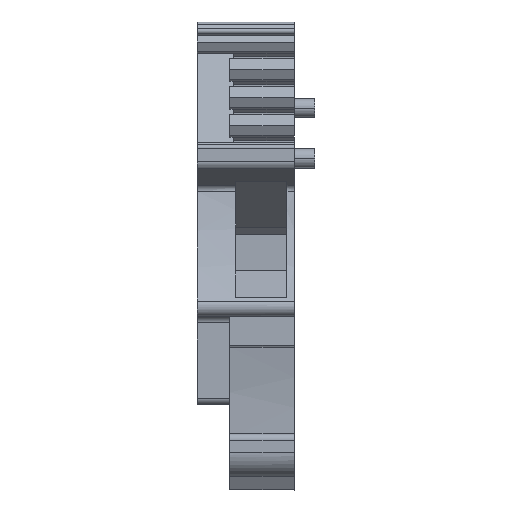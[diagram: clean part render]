
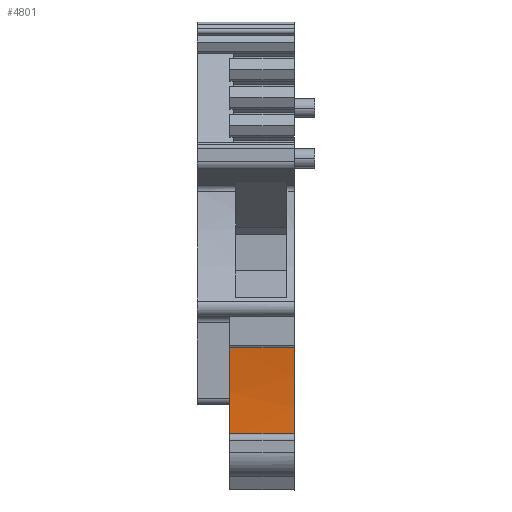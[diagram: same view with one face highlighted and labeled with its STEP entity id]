
A CAD part, front view. The second image highlights one B-rep face of the part: STEP entity #4801.
In plain terms, the highlighted cylindrical face has radius 40 mm (diameter 80 mm), a partial arc.
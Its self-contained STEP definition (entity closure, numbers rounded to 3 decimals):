
#696=AXIS2_PLACEMENT_3D('Circle Axis2P3D',#694,#695,$) ;
#4788=AXIS2_PLACEMENT_3D('Cylinder Axis2P3D',#4785,#4786,#4787) ;
#691=CARTESIAN_POINT('Vertex',(7.62,2.047,11.195)) ;
#694=CARTESIAN_POINT('Axis2P3D Location',(7.62,-37.395,4.534)) ;
#698=CARTESIAN_POINT('Vertex',(7.62,2.603,4.067)) ;
#2997=CARTESIAN_POINT('Vertex',(2.54,2.603,4.067)) ;
#3001=CARTESIAN_POINT('Control Point',(2.54,2.047,11.195)) ;
#3002=CARTESIAN_POINT('Control Point',(2.54,2.285,9.783)) ;
#3003=CARTESIAN_POINT('Control Point',(2.54,2.461,8.361)) ;
#3004=CARTESIAN_POINT('Control Point',(2.54,2.572,6.931)) ;
#3005=CARTESIAN_POINT('Control Point',(2.54,2.619,5.499)) ;
#3006=CARTESIAN_POINT('Control Point',(2.54,2.603,4.067)) ;
#3007=CARTESIAN_POINT('Vertex',(2.54,2.047,11.195)) ;
#4773=CARTESIAN_POINT('Line Origine',(2.54,2.603,4.067)) ;
#4785=CARTESIAN_POINT('Axis2P3D Location',(2.54,-37.395,4.534)) ;
#4790=CARTESIAN_POINT('Line Origine',(2.54,2.047,11.195)) ;
#695=DIRECTION('Axis2P3D Direction',(1.,-0.,0.)) ;
#4774=DIRECTION('Vector Direction',(-1.,0.,0.)) ;
#4786=DIRECTION('Axis2P3D Direction',(-1.,-0.,0.)) ;
#4787=DIRECTION('Axis2P3D XDirection',(0.,0.,1.)) ;
#4791=DIRECTION('Vector Direction',(-1.,0.,0.)) ;
#4775=VECTOR('Line Direction',#4774,1.) ;
#4792=VECTOR('Line Direction',#4791,1.) ;
#4796=ORIENTED_EDGE('',*,*,#700,.T.) ;
#4797=ORIENTED_EDGE('',*,*,#4794,.F.) ;
#4798=ORIENTED_EDGE('',*,*,#3009,.F.) ;
#4799=ORIENTED_EDGE('',*,*,#4777,.T.) ;
#4801=ADVANCED_FACE('V1',(#4800),#4789,.F.) ;
#3000=B_SPLINE_CURVE_WITH_KNOTS('',5,(#3001,#3002,#3003,#3004,#3005,#3006),.UNSPECIFIED.,.F.,.U.,(6,6),(0.,10.125),.UNSPECIFIED.) ;
#697=CIRCLE('generated circle',#696,40.) ;
#4789=CYLINDRICAL_SURFACE('generated cylinder',#4788,40.) ;
#700=EDGE_CURVE('',#699,#692,#697,.T.) ;
#3009=EDGE_CURVE('',#2998,#3008,#3000,.F.) ;
#4777=EDGE_CURVE('',#2998,#699,#4776,.F.) ;
#4794=EDGE_CURVE('',#3008,#692,#4793,.F.) ;
#4795=EDGE_LOOP('',(#4796,#4797,#4798,#4799)) ;
#4800=FACE_OUTER_BOUND('',#4795,.T.) ;
#4776=LINE('Line',#4773,#4775) ;
#4793=LINE('Line',#4790,#4792) ;
#692=VERTEX_POINT('',#691) ;
#699=VERTEX_POINT('',#698) ;
#2998=VERTEX_POINT('',#2997) ;
#3008=VERTEX_POINT('',#3007) ;
